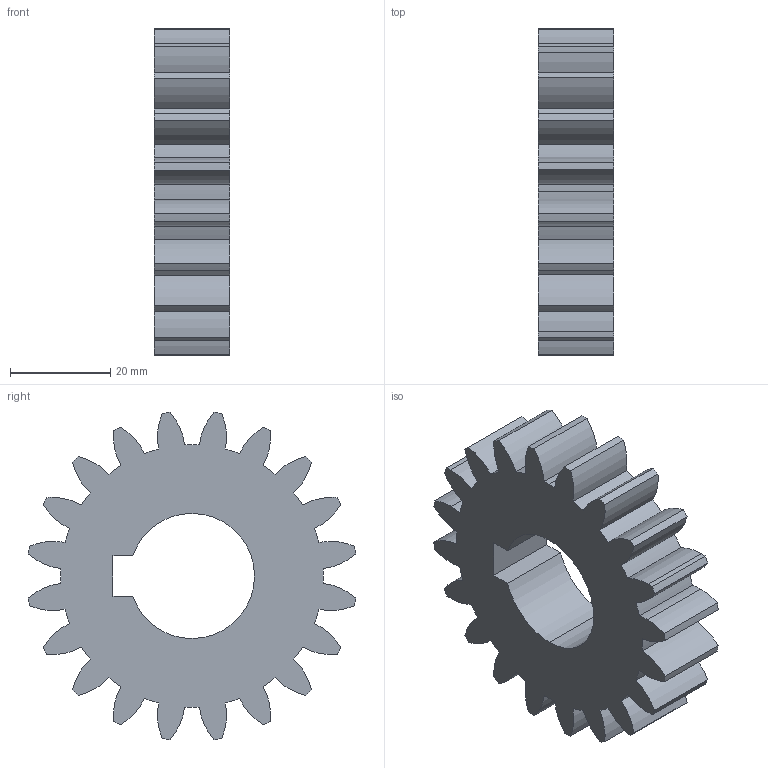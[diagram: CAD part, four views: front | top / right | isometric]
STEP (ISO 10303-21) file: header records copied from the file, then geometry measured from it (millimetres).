
FILE_DESCRIPTION (( 'STEP AP203' ), '1' );
FILE_NAME ('spur gear_iso_ISO - Spur gear 3M 20T 20PA 15FW ---S20A75H50L25.0R1_sldprt.STEP', '2022-10-20T05:27:16', ( 'Windows User' ), ( '' ), 'SwSTEP 2.0', 'SolidWorks 2021', '' );
FILE_SCHEMA (( 'CONFIG_CONTROL_DESIGN' ));
Length unit declared in the file: millimetre
Products named in the file (1): spur gear_iso_ISO - Spur gear 3M 20T 20PA 15FW ---S20A75H50L25.0R1_sldprt
Bounding box: 15 x 65.42 x 65.42 mm (x, y, z)
Volume: 33138.1 mm3; surface area: 11415.1 mm2
Topology: 1 solids, 1 shells, 93 faces, 273 edges, 182 vertices
Faces by surface type: cylinder 88, plane 5
Entity records: 3284 total; most frequent: DIRECTION 637, CARTESIAN_POINT 549, ORIENTED_EDGE 546, EDGE_CURVE 273, AXIS2_PLACEMENT_3D 270, VERTEX_POINT 182, CIRCLE 176, VECTOR 97
